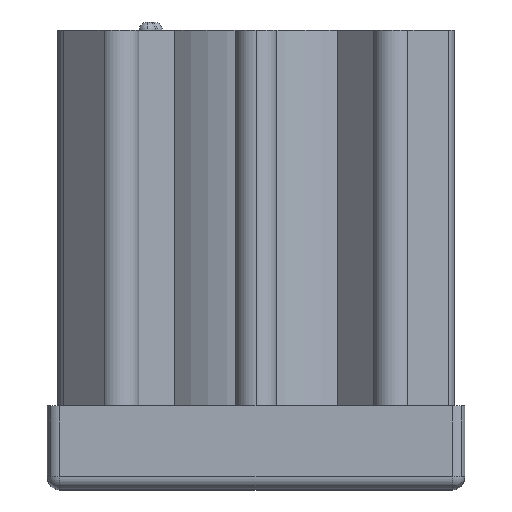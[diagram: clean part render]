
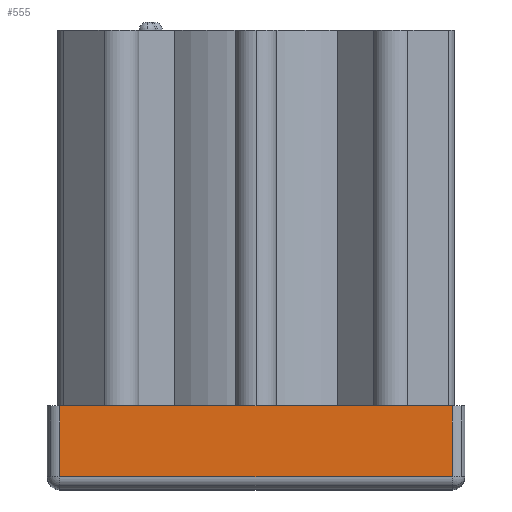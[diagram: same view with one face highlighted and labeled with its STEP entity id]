
A CAD part, top view. The second image highlights one B-rep face of the part: STEP entity #555.
In plain terms, the highlighted planar face has unit normal (0, 0, 1).
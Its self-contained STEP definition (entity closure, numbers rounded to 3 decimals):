
#555=ADVANCED_FACE('',(#1936),#1937,.T.);
#1936=FACE_OUTER_BOUND('',#3397,.T.);
#1937=PLANE('',#3398);
#3397=EDGE_LOOP('',(#8763,#8764,#8765,#8766));
#3398=AXIS2_PLACEMENT_3D('',#8767,#8768,#8769);
#8763=ORIENTED_EDGE('',*,*,#10653,.F.);
#8764=ORIENTED_EDGE('',*,*,#11472,.F.);
#8765=ORIENTED_EDGE('',*,*,#11477,.F.);
#8766=ORIENTED_EDGE('',*,*,#11482,.F.);
#8767=CARTESIAN_POINT('',(-25.0,0.0,25.0));
#8768=DIRECTION('',(0.0,0.0,1.0));
#8769=DIRECTION('',(1.0,0.0,0.0));
#10653=EDGE_CURVE('',#12573,#12575,#12576,.T.);
#11472=EDGE_CURVE('',#12597,#12573,#13800,.T.);
#11477=EDGE_CURVE('',#13805,#12597,#13807,.T.);
#11482=EDGE_CURVE('',#12575,#13805,#13814,.T.);
#12573=VERTEX_POINT('',#14322);
#12575=VERTEX_POINT('',#14324);
#12576=LINE('',#14325,#14326);
#12597=VERTEX_POINT('',#14351);
#13800=LINE('',#16167,#16168);
#13805=VERTEX_POINT('',#16175);
#13807=LINE('',#16177,#16178);
#13814=LINE('',#16187,#16188);
#14322=CARTESIAN_POINT('',(-23.5,1.5,25.0));
#14324=CARTESIAN_POINT('',(-23.5,10.0,25.0));
#14325=CARTESIAN_POINT('',(-23.5,0.0,25.0));
#14326=VECTOR('',#19187,10.0);
#14351=CARTESIAN_POINT('',(23.5,1.5,25.0));
#16167=CARTESIAN_POINT('',(-12.5,1.5,25.0));
#16168=VECTOR('',#20408,10.0);
#16175=CARTESIAN_POINT('',(23.5,10.0,25.0));
#16177=CARTESIAN_POINT('',(23.5,0.0,25.0));
#16178=VECTOR('',#20417,10.0);
#16187=CARTESIAN_POINT('',(-25.0,10.0,25.0));
#16188=VECTOR('',#20426,10.0);
#19187=DIRECTION('',(0.0,1.0,0.0));
#20408=DIRECTION('',(-1.0,0.0,0.0));
#20417=DIRECTION('',(0.0,-1.0,0.0));
#20426=DIRECTION('',(1.0,0.0,0.0));
